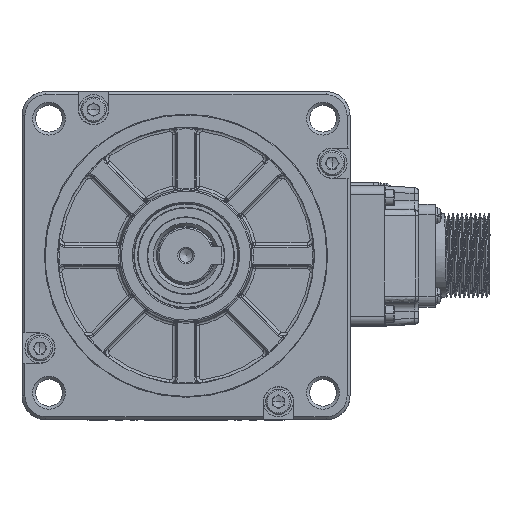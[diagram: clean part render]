
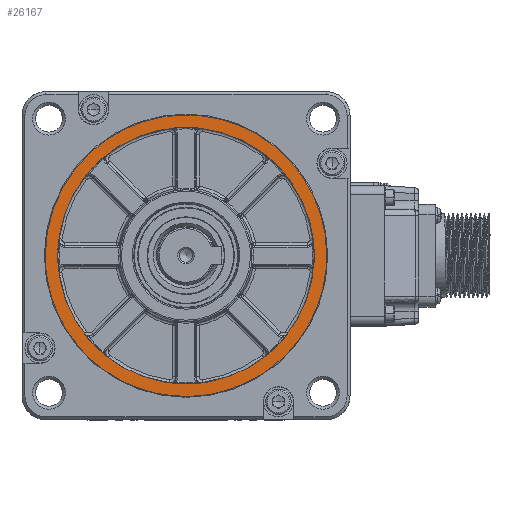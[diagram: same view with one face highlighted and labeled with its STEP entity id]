
A CAD part, top view. The second image highlights one B-rep face of the part: STEP entity #26167.
In plain terms, the highlighted planar face has unit normal (0, 0, 1).
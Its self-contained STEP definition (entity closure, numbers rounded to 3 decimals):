
#24449=CARTESIAN_POINT('',(-35.384,3.61,144.));
#24450=VERTEX_POINT('',#24449);
#24460=CARTESIAN_POINT('',(-35.384,3.61,144.));
#24461=CARTESIAN_POINT('',(-35.384,50.81,144.));
#24462=CARTESIAN_POINT('',(11.816,50.81,144.));
#24463=CARTESIAN_POINT('',(59.016,50.81,144.));
#24464=CARTESIAN_POINT('',(59.016,3.61,144.));
#24465=CARTESIAN_POINT('',(59.016,-1.039,144.));
#24466=CARTESIAN_POINT('',(58.109,-5.599,144.));
#24467=CARTESIAN_POINT('',(57.202,-10.158,144.));
#24468=CARTESIAN_POINT('',(55.423,-14.453,144.));
#24469=CARTESIAN_POINT('',(53.644,-18.748,144.));
#24470=CARTESIAN_POINT('',(51.061,-22.613,144.));
#24471=CARTESIAN_POINT('',(48.479,-26.479,144.));
#24472=CARTESIAN_POINT('',(45.191,-29.766,144.));
#24473=CARTESIAN_POINT('',(41.904,-33.053,144.));
#24474=CARTESIAN_POINT('',(38.039,-35.636,144.));
#24475=CARTESIAN_POINT('',(34.174,-38.218,144.));
#24476=CARTESIAN_POINT('',(29.879,-39.997,144.));
#24477=CARTESIAN_POINT('',(25.584,-41.776,144.));
#24478=CARTESIAN_POINT('',(21.024,-42.683,144.));
#24479=CARTESIAN_POINT('',(16.465,-43.59,144.));
#24480=CARTESIAN_POINT('',(11.816,-43.59,144.));
#24481=CARTESIAN_POINT('',(7.167,-43.59,144.));
#24482=CARTESIAN_POINT('',(2.608,-42.683,144.));
#24483=CARTESIAN_POINT('',(-1.952,-41.776,144.));
#24484=CARTESIAN_POINT('',(-6.247,-39.997,144.));
#24485=CARTESIAN_POINT('',(-10.542,-38.218,144.));
#24486=CARTESIAN_POINT('',(-14.407,-35.636,144.));
#24487=CARTESIAN_POINT('',(-18.272,-33.053,144.));
#24488=CARTESIAN_POINT('',(-21.559,-29.766,144.));
#24489=CARTESIAN_POINT('',(-24.847,-26.479,144.));
#24490=CARTESIAN_POINT('',(-27.429,-22.613,144.));
#24491=CARTESIAN_POINT('',(-30.012,-18.748,144.));
#24492=CARTESIAN_POINT('',(-31.791,-14.453,144.));
#24493=CARTESIAN_POINT('',(-33.57,-10.158,144.));
#24494=CARTESIAN_POINT('',(-34.477,-5.599,144.));
#24495=CARTESIAN_POINT('',(-35.384,-1.039,144.));
#24496=CARTESIAN_POINT('',(-35.384,3.61,144.));
#24497=(BOUNDED_CURVE()B_SPLINE_CURVE(2,(#24460,#24461,#24462,#24463,#24464,#24465,#24466,#24467,#24468,#24469,#24470,#24471,#24472,#24473,#24474,#24475,#24476,#24477,#24478,#24479,#24480,#24481,#24482,#24483,#24484,#24485,#24486,#24487,#24488,#24489,#24490,#24491,#24492,#24493,#24494,#24495,#24496),.UNSPECIFIED.,.T.,.U.)B_SPLINE_CURVE_WITH_KNOTS((3,2,2,2,2,2,2,2,2,2,2,2,2,2,2,2,2,2,3),(0.,0.5,1.,1.07,1.139,1.209,1.279,1.348,1.418,1.488,1.557,1.627,1.696,1.766,1.836,1.905,1.975,2.045,2.114),.UNSPECIFIED.)CURVE()GEOMETRIC_REPRESENTATION_ITEM()RATIONAL_B_SPLINE_CURVE((1.,0.707,1.,0.707,1.,1.,1.,1.,1.,1.,1.,1.,1.,1.,1.,1.,1.,1.,1.,1.,1.,1.,1.,1.,1.,1.,1.,1.,1.,1.,1.,1.,1.,1.,1.,1.,1.))REPRESENTATION_ITEM(''));
#24498=EDGE_CURVE('',#24450,#24450,#24497,.T.);
#26110=CARTESIAN_POINT('',(11.816,3.61,144.));
#26111=DIRECTION('',(1.,0.,0.));
#26112=DIRECTION('',(0.,0.,1.));
#26113=AXIS2_PLACEMENT_3D('',#26110,#26112,#26111);
#26114=PLANE('',#26113);
#26115=ORIENTED_EDGE('',*,*,#24498,.F.);
#26116=EDGE_LOOP('',(#26115));
#26117=FACE_OUTER_BOUND('',#26116,.T.);
#26118=CARTESIAN_POINT('',(-31.184,3.61,144.));
#26119=VERTEX_POINT('',#26118);
#26120=CARTESIAN_POINT('',(54.816,3.61,144.));
#26121=VERTEX_POINT('',#26120);
#26122=CARTESIAN_POINT('',(-31.184,3.61,144.));
#26123=CARTESIAN_POINT('',(-31.184,7.845,144.));
#26124=CARTESIAN_POINT('',(-30.358,11.999,144.));
#26125=CARTESIAN_POINT('',(-29.532,16.152,144.));
#26126=CARTESIAN_POINT('',(-27.911,20.065,144.));
#26127=CARTESIAN_POINT('',(-26.29,23.978,144.));
#26128=CARTESIAN_POINT('',(-23.937,27.499,144.));
#26129=CARTESIAN_POINT('',(-21.584,31.021,144.));
#26130=CARTESIAN_POINT('',(-18.59,34.015,144.));
#26131=CARTESIAN_POINT('',(-15.595,37.01,144.));
#26132=CARTESIAN_POINT('',(-12.074,39.363,144.));
#26133=CARTESIAN_POINT('',(-8.552,41.716,144.));
#26134=CARTESIAN_POINT('',(-4.639,43.336,144.));
#26135=CARTESIAN_POINT('',(-0.727,44.957,144.));
#26136=CARTESIAN_POINT('',(3.427,45.783,144.));
#26137=CARTESIAN_POINT('',(7.581,46.61,144.));
#26138=CARTESIAN_POINT('',(11.816,46.61,144.));
#26139=CARTESIAN_POINT('',(16.051,46.61,144.));
#26140=CARTESIAN_POINT('',(20.205,45.783,144.));
#26141=CARTESIAN_POINT('',(24.359,44.957,144.));
#26142=CARTESIAN_POINT('',(28.271,43.336,144.));
#26143=CARTESIAN_POINT('',(32.184,41.716,144.));
#26144=CARTESIAN_POINT('',(35.705,39.363,144.));
#26145=CARTESIAN_POINT('',(39.227,37.01,144.));
#26146=CARTESIAN_POINT('',(42.222,34.015,144.));
#26147=CARTESIAN_POINT('',(45.216,31.021,144.));
#26148=CARTESIAN_POINT('',(47.569,27.499,144.));
#26149=CARTESIAN_POINT('',(49.922,23.978,144.));
#26150=CARTESIAN_POINT('',(51.543,20.065,144.));
#26151=CARTESIAN_POINT('',(53.163,16.152,144.));
#26152=CARTESIAN_POINT('',(53.99,11.999,144.));
#26153=CARTESIAN_POINT('',(54.816,7.845,144.));
#26154=CARTESIAN_POINT('',(54.816,3.61,144.));
#26155=B_SPLINE_CURVE_WITH_KNOTS('',2,(#26122,#26123,#26124,#26125,#26126,#26127,#26128,#26129,#26130,#26131,#26132,#26133,#26134,#26135,#26136,#26137,#26138,#26139,#26140,#26141,#26142,#26143,#26144,#26145,#26146,#26147,#26148,#26149,#26150,#26151,#26152,#26153,#26154),.UNSPECIFIED.,.F.,.U.,(3,2,2,2,2,2,2,2,2,2,2,2,2,2,2,2,3),(0.5,0.531,0.563,0.594,0.625,0.656,0.688,0.719,0.75,0.781,0.813,0.844,0.875,0.906,0.938,0.969,1.),.UNSPECIFIED.);
#26156=EDGE_CURVE('',#26119,#26121,#26155,.T.);
#26157=ORIENTED_EDGE('',*,*,#26156,.T.);
#26158=CARTESIAN_POINT('',(11.816,3.61,144.));
#26159=DIRECTION('',(1.,0.,0.));
#26160=DIRECTION('',(0.,0.,-1.));
#26161=AXIS2_PLACEMENT_3D('',#26158,#26160,#26159);
#26162=CIRCLE('',#26161,43.);
#26163=EDGE_CURVE('',#26121,#26119,#26162,.T.);
#26164=ORIENTED_EDGE('',*,*,#26163,.T.);
#26165=EDGE_LOOP('',(#26157,#26164));
#26166=FACE_BOUND('',#26165,.T.);
#26167=ADVANCED_FACE('',(#26117,#26166),#26114,.T.);
